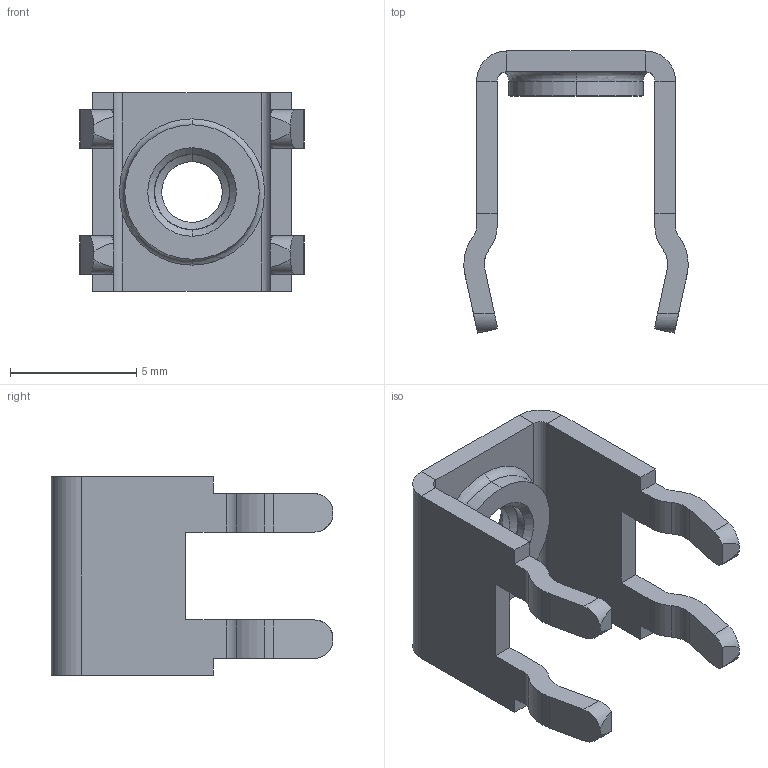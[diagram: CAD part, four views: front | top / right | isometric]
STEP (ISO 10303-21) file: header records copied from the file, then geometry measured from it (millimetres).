
FILE_DESCRIPTION (( 'STEP AP214' ), '1' );
FILE_NAME ('7788.STEP', '2017-12-18T14:05:29', ( '' ), ( '' ), 'SwSTEP 2.0', 'SolidWorks 2013', '' );
FILE_SCHEMA (( 'AUTOMOTIVE_DESIGN' ));
Length unit declared in the file: inch
Products named in the file (1): 7788
Bounding box: 8.89 x 11.17 x 7.87 mm (x, y, z)
Volume: 144.9 mm3; surface area: 426.8 mm2
Topology: 1 solids, 1 shells, 94 faces, 251 edges, 160 vertices
Faces by surface type: plane 46, cylinder 38, cone 4, bspline 4, torus 2
Entity records: 3190 total; most frequent: CARTESIAN_POINT 861, ORIENTED_EDGE 500, DIRECTION 466, EDGE_CURVE 250, VERTEX_POINT 158, AXIS2_PLACEMENT_3D 158, VECTOR 150, LINE 150
